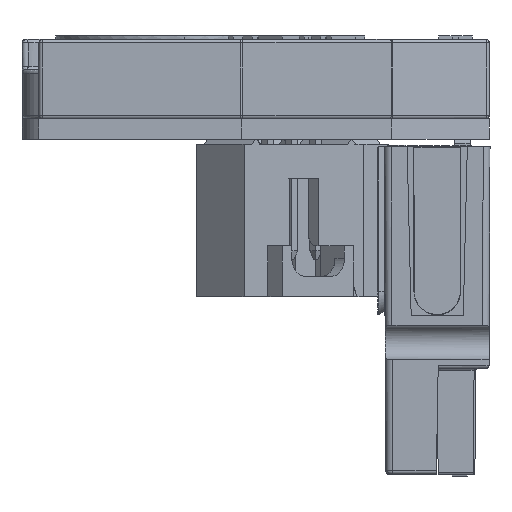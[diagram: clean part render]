
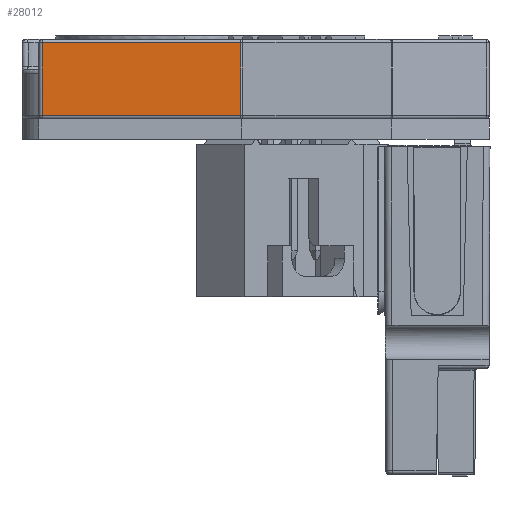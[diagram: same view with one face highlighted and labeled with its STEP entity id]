
A CAD part, left-side view. The second image highlights one B-rep face of the part: STEP entity #28012.
In plain terms, the highlighted planar face has unit normal (-1, 0, 0).
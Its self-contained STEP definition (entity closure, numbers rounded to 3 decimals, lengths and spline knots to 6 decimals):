
#7559=ORIENTED_EDGE('',*,*,#12813,.T.);
#7560=ORIENTED_EDGE('',*,*,#12812,.T.);
#7561=ORIENTED_EDGE('',*,*,#12814,.T.);
#7562=ORIENTED_EDGE('',*,*,#12815,.T.);
#12812=EDGE_CURVE('',#15822,#15823,#18582,.T.);
#12813=EDGE_CURVE('',#15824,#15822,#18583,.T.);
#12814=EDGE_CURVE('',#15823,#15825,#18584,.T.);
#12815=EDGE_CURVE('',#15825,#15824,#18585,.T.);
#15822=VERTEX_POINT('',#50198);
#15823=VERTEX_POINT('',#50202);
#15824=VERTEX_POINT('',#50206);
#15825=VERTEX_POINT('',#50208);
#18582=LINE('',#50203,#21376);
#18583=LINE('',#50205,#21377);
#18584=LINE('',#50207,#21378);
#18585=LINE('',#50209,#21379);
#21376=VECTOR('',#39538,1.);
#21377=VECTOR('',#39541,1.);
#21378=VECTOR('',#39542,1.);
#21379=VECTOR('',#39543,1.);
#23058=EDGE_LOOP('',(#7559,#7560,#7561,#7562));
#24780=FACE_BOUND('',#23058,.T.);
#26107=PLANE('',#33917);
#28012=ADVANCED_FACE('',(#24780),#26107,.F.);
#33917=AXIS2_PLACEMENT_3D('',#50204,#39539,#39540);
#39538=DIRECTION('',(0.,0.,-1.));
#39539=DIRECTION('',(1.,0.,0.));
#39540=DIRECTION('',(0.,0.,-1.));
#39541=DIRECTION('',(0.,1.,0.));
#39542=DIRECTION('',(0.,-1.,0.));
#39543=DIRECTION('',(0.,0.,1.));
#50198=CARTESIAN_POINT('',(-0.001731,0.040874,0.035966));
#50202=CARTESIAN_POINT('',(-0.001731,0.040874,0.030505));
#50203=CARTESIAN_POINT('',(-0.001731,0.040874,0.03368));
#50204=CARTESIAN_POINT('',(-0.001731,0.041128,0.03368));
#50205=CARTESIAN_POINT('',(-0.001731,0.041128,0.035966));
#50206=CARTESIAN_POINT('',(-0.001731,0.025993,0.035966));
#50207=CARTESIAN_POINT('',(-0.001731,0.025888,0.030505));
#50208=CARTESIAN_POINT('',(-0.001731,0.025993,0.030505));
#50209=CARTESIAN_POINT('',(-0.001731,0.025993,0.03368));
